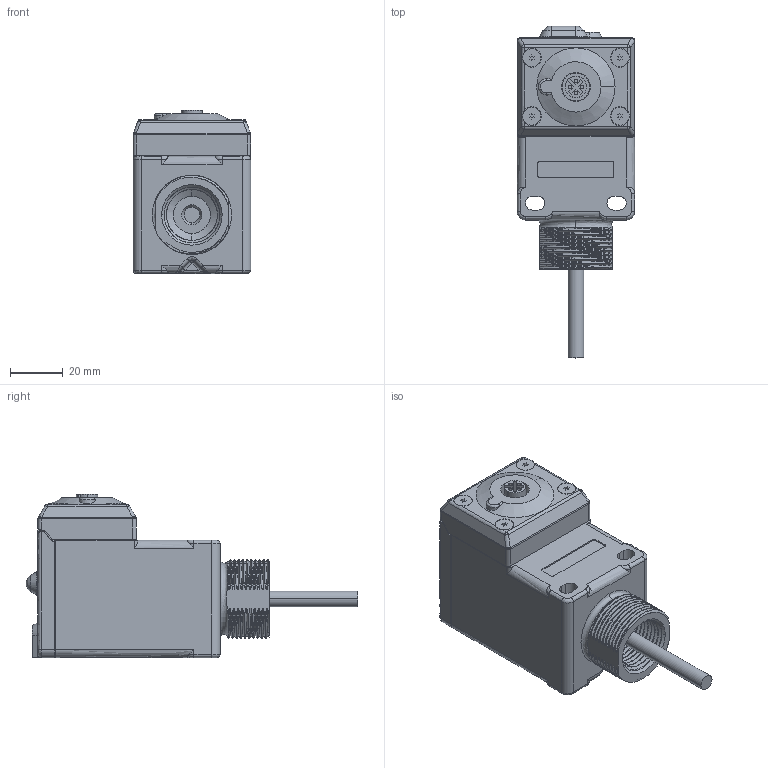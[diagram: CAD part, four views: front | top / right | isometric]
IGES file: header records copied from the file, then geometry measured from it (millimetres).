
Start section:  PTC IGES file: 156720.igs
Global section: file name: 156720.igs; native system: Pro/ENGINEER by Parametric Technology Corporation; preprocessor: 2009141; author: banengservice; organization: Unknown; date: 20120124.120527; units: inch
Bounding box: 44.53 x 125.61 x 61.77 mm (x, y, z)
Volume: 74749.7 mm3; surface area: 50699.7 mm2
Topology: 2 solids, 2 shells, 1074 faces, 2728 edges, 1679 vertices
Faces by surface type: bspline 538, revolution 536
